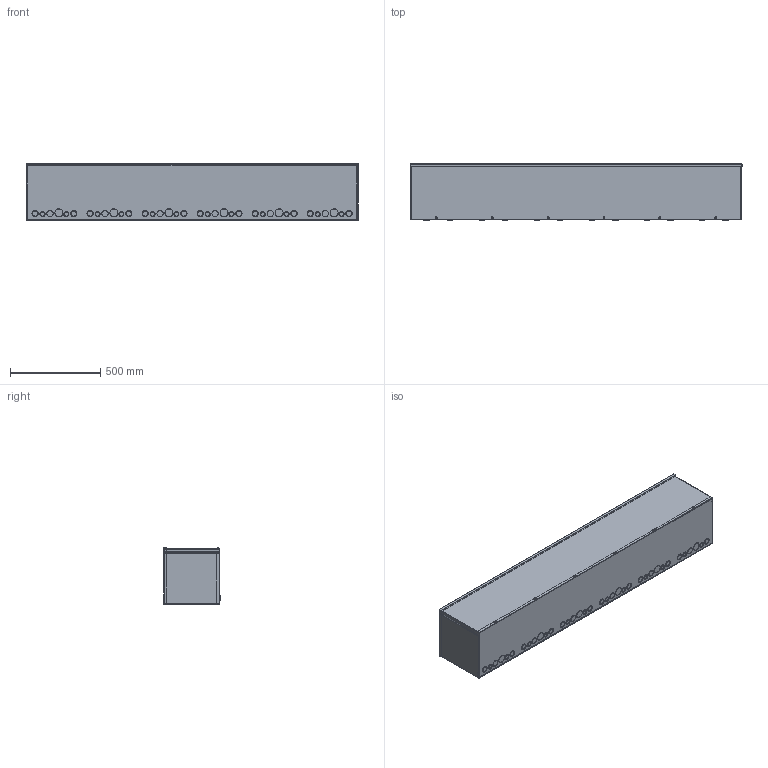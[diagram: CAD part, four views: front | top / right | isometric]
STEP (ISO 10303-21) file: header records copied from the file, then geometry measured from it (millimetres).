
FILE_DESCRIPTION(/* description */ ('RSCG, NEMA 3R, GALV, BLR, 12X12X72'),/* implementation_level */ '2;1');
FILE_NAME(/* name */ 'RSCG121272G.stp',/* time_stamp */ '2015-06-22T21:55:08+05:00',/* author */ ('vdas'),/* organization */ (''),/* preprocessor_version */ 'ST-DEVELOPER v15.2',/* originating_system */ 'Autodesk Inventor 2014',/* authorisation */ '');
FILE_SCHEMA (('AUTOMOTIVE_DESIGN { 1 0 10303 214 3 1 1 }'));
Products named in the file (8): RSCG121272GBLR; RSCG1272GBTM; RSCG1272GCAP; RSCG72GSTRAP-14GA; RSCG1272GLID; 31813; HFW372196; RSCG121272G
Bounding box: 1838.33 x 310.15 x 318.8 mm (x, y, z)
Volume: 4981749.2 mm3; surface area: 5365029.8 mm2
Topology: 40 solids, 42 shells, 2283 faces, 5859 edges, 3666 vertices
Faces by surface type: plane 1024, cylinder 785, torus 196, bspline 186, cone 92
Full cylindrical faces by diameter (mm): 3.68 x12, 4.826 x96, 6.35 x9, 7.144 x4, 7.925 x6, 10.516 x6
Entity records: 66727 total; most frequent: CARTESIAN_POINT 20204, ORIENTED_EDGE 9468, DIRECTION 9120, EDGE_CURVE 4590, AXIS2_PLACEMENT_3D 3286, VERTEX_POINT 2877, LINE 2548, VECTOR 2548
